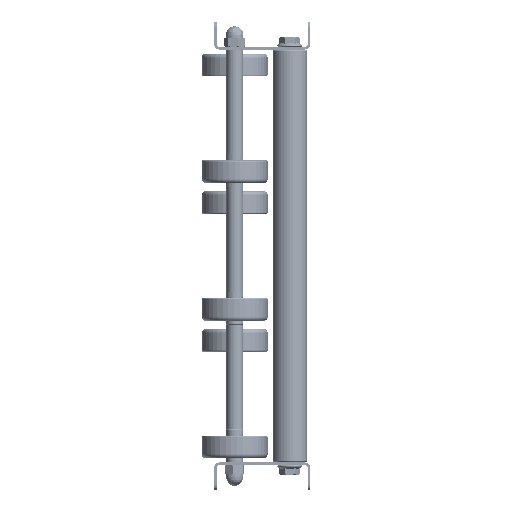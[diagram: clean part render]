
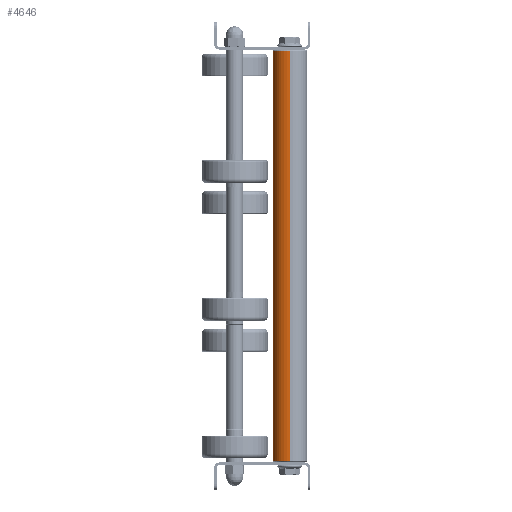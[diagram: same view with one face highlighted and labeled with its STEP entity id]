
A CAD part, left-side view. The second image highlights one B-rep face of the part: STEP entity #4646.
In plain terms, the highlighted cylindrical face has radius 12.5 mm (diameter 25 mm), a partial arc.
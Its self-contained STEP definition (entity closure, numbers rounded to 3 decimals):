
#1709 = CARTESIAN_POINT ( 'NONE',  ( 300., 0., 12.5 ) ) ;
#1929 = CARTESIAN_POINT ( 'NONE',  ( 300., 0., -12.5 ) ) ;
#2086 = FACE_OUTER_BOUND ( 'NONE', #18173, .T. ) ;
#2824 = DIRECTION ( 'NONE',  ( -1., 0., 0. ) ) ;
#2936 = EDGE_CURVE ( 'NONE', #10231, #21670, #19251, .T. ) ;
#3976 = AXIS2_PLACEMENT_3D ( 'NONE', #19469, #19311, #29050 ) ;
#4096 = VERTEX_POINT ( 'NONE', #28321 ) ;
#4646 = ADVANCED_FACE ( 'NONE', ( #2086 ), #9512, .T. ) ;
#6978 = ORIENTED_EDGE ( 'NONE', *, *, #13387, .T. ) ;
#7499 = DIRECTION ( 'NONE',  ( 0., 0., -1. ) ) ;
#7954 = CARTESIAN_POINT ( 'NONE',  ( 1., 0., -12.5 ) ) ;
#8680 = EDGE_CURVE ( 'NONE', #4096, #21670, #15890, .T. ) ;
#8852 = ORIENTED_EDGE ( 'NONE', *, *, #31436, .T. ) ;
#9512 = CYLINDRICAL_SURFACE ( 'NONE', #3976, 12.5 ) ;
#9822 = CARTESIAN_POINT ( 'NONE',  ( 299., 0., -12.5 ) ) ;
#10231 = VERTEX_POINT ( 'NONE', #7954 ) ;
#10684 = CARTESIAN_POINT ( 'NONE',  ( 299., 0., 0. ) ) ;
#11490 = DIRECTION ( 'NONE',  ( 1., 0., 0. ) ) ;
#12117 = DIRECTION ( 'NONE',  ( 0., 0., -1. ) ) ;
#13387 = EDGE_CURVE ( 'NONE', #4096, #17039, #30715, .T. ) ;
#15890 = LINE ( 'NONE', #1709, #26819 ) ;
#16831 = ORIENTED_EDGE ( 'NONE', *, *, #8680, .F. ) ;
#17039 = VERTEX_POINT ( 'NONE', #9822 ) ;
#18039 = ORIENTED_EDGE ( 'NONE', *, *, #2936, .T. ) ;
#18173 = EDGE_LOOP ( 'NONE', ( #6978, #8852, #18039, #16831 ) ) ;
#19251 = CIRCLE ( 'NONE', #28444, 12.5 ) ;
#19311 = DIRECTION ( 'NONE',  ( -1., 0., 0. ) ) ;
#19469 = CARTESIAN_POINT ( 'NONE',  ( 300., 0., 0. ) ) ;
#19632 = CARTESIAN_POINT ( 'NONE',  ( 1., 0., 12.5 ) ) ;
#21541 = AXIS2_PLACEMENT_3D ( 'NONE', #10684, #27233, #7499 ) ;
#21670 = VERTEX_POINT ( 'NONE', #19632 ) ;
#23278 = DIRECTION ( 'NONE',  ( -1., 0., 0. ) ) ;
#24512 = VECTOR ( 'NONE', #2824, 1000. ) ;
#26819 = VECTOR ( 'NONE', #23278, 1000. ) ;
#27233 = DIRECTION ( 'NONE',  ( -1., 0., 0. ) ) ;
#27249 = LINE ( 'NONE', #1929, #24512 ) ;
#28321 = CARTESIAN_POINT ( 'NONE',  ( 299., 0., 12.5 ) ) ;
#28444 = AXIS2_PLACEMENT_3D ( 'NONE', #31492, #11490, #12117 ) ;
#29050 = DIRECTION ( 'NONE',  ( 0., 0., 1. ) ) ;
#30715 = CIRCLE ( 'NONE', #21541, 12.5 ) ;
#31436 = EDGE_CURVE ( 'NONE', #17039, #10231, #27249, .T. ) ;
#31492 = CARTESIAN_POINT ( 'NONE',  ( 1., 0., 0. ) ) ;
